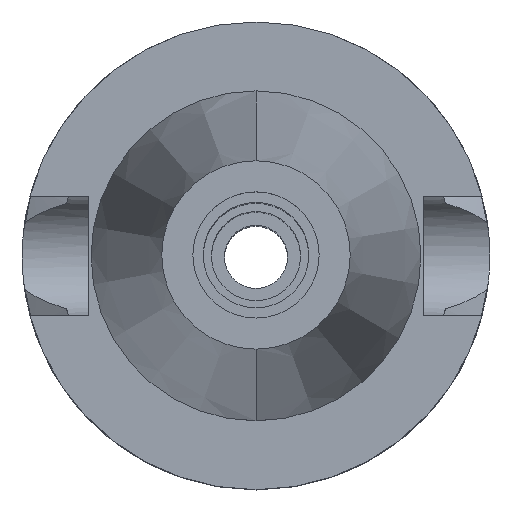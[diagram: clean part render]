
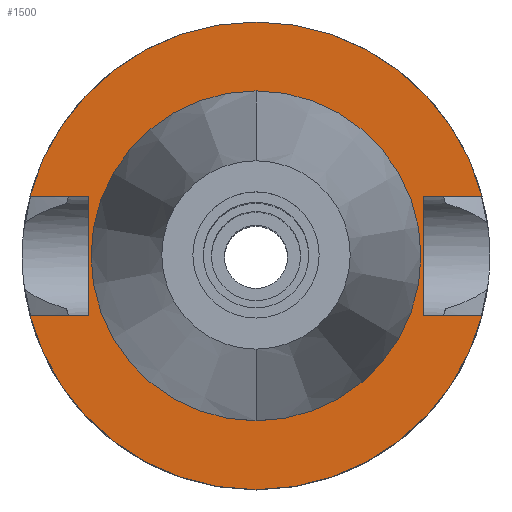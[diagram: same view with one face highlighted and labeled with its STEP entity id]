
A CAD part, top view. The second image highlights one B-rep face of the part: STEP entity #1500.
In plain terms, the highlighted planar face has unit normal (0, 0, 1).
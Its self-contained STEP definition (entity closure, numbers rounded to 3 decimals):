
#94=DIRECTION('',(0.,1.,0.));
#95=VECTOR('',#94,16.1);
#96=CARTESIAN_POINT('',(-22.5,-8.05,-1.));
#97=LINE('',#96,#95);
#101=DIRECTION('',(-1.,0.,0.));
#102=VECTOR('',#101,7.954);
#103=CARTESIAN_POINT('',(-22.5,8.05,-1.));
#104=LINE('',#103,#102);
#108=CARTESIAN_POINT('',(0.,0.,-1.));
#109=DIRECTION('',(0.,0.,-1.));
#110=DIRECTION('',(-0.967,0.256,0.));
#111=AXIS2_PLACEMENT_3D('',#108,#109,#110);
#116=CARTESIAN_POINT('',(0.,0.,-1.));
#117=DIRECTION('',(0.,0.,-1.));
#118=DIRECTION('',(0.,1.,0.));
#119=AXIS2_PLACEMENT_3D('',#116,#117,#118);
#124=DIRECTION('',(0.,-1.,0.));
#125=VECTOR('',#124,16.1);
#126=CARTESIAN_POINT('',(22.5,8.05,-1.));
#127=LINE('',#126,#125);
#131=DIRECTION('',(1.,0.,0.));
#132=VECTOR('',#131,7.954);
#133=CARTESIAN_POINT('',(22.5,-8.05,-1.));
#134=LINE('',#133,#132);
#138=CARTESIAN_POINT('',(0.,0.,-1.));
#139=DIRECTION('',(0.,0.,-1.));
#140=DIRECTION('',(0.967,-0.256,0.));
#141=AXIS2_PLACEMENT_3D('',#138,#139,#140);
#146=CARTESIAN_POINT('',(0.,0.,-1.));
#147=DIRECTION('',(0.,0.,-1.));
#148=DIRECTION('',(0.,-1.,0.));
#149=AXIS2_PLACEMENT_3D('',#146,#147,#148);
#154=CARTESIAN_POINT('',(0.,0.,-1.));
#155=DIRECTION('',(0.,0.,1.));
#156=DIRECTION('',(0.,-1.,0.));
#157=AXIS2_PLACEMENT_3D('',#154,#155,#156);
#162=CARTESIAN_POINT('',(0.,0.,-1.));
#163=DIRECTION('',(0.,0.,1.));
#164=DIRECTION('',(0.,1.,0.));
#165=AXIS2_PLACEMENT_3D('',#162,#163,#164);
#200=DIRECTION('',(-1.,0.,0.));
#201=VECTOR('',#200,7.954);
#202=CARTESIAN_POINT('',(-22.5,-8.05,-1.));
#203=LINE('',#202,#201);
#337=DIRECTION('',(1.,0.,0.));
#338=VECTOR('',#337,7.954);
#339=CARTESIAN_POINT('',(22.5,8.05,-1.));
#340=LINE('',#339,#338);
#1341=CARTESIAN_POINT('',(-22.5,-8.05,-1.));
#1342=VERTEX_POINT('',#1341);
#1343=CARTESIAN_POINT('',(-30.454,-8.05,-1.));
#1344=VERTEX_POINT('',#1343);
#1347=CARTESIAN_POINT('',(-22.5,8.05,-1.));
#1348=VERTEX_POINT('',#1347);
#1349=CARTESIAN_POINT('',(-30.454,8.05,-1.));
#1350=VERTEX_POINT('',#1349);
#1351=CARTESIAN_POINT('',(0.,31.5,-1.));
#1352=CARTESIAN_POINT('',(30.454,8.05,-1.));
#1353=VERTEX_POINT('',#1351);
#1354=VERTEX_POINT('',#1352);
#1355=CARTESIAN_POINT('',(22.5,8.05,-1.));
#1356=VERTEX_POINT('',#1355);
#1357=CARTESIAN_POINT('',(22.5,-8.05,-1.));
#1358=VERTEX_POINT('',#1357);
#1359=CARTESIAN_POINT('',(30.454,-8.05,-1.));
#1360=VERTEX_POINT('',#1359);
#1361=CARTESIAN_POINT('',(0.,-31.5,-1.));
#1362=VERTEX_POINT('',#1361);
#1363=CARTESIAN_POINT('',(0.,-22.225,-1.));
#1364=CARTESIAN_POINT('',(0.,22.225,-1.));
#1365=VERTEX_POINT('',#1363);
#1366=VERTEX_POINT('',#1364);
#1469=CARTESIAN_POINT('',(0.,0.,-1.));
#1470=DIRECTION('',(0.,0.,-1.));
#1471=DIRECTION('',(0.,-1.,0.));
#1472=AXIS2_PLACEMENT_3D('',#1469,#1470,#1471);
#1473=PLANE('',#1472);
#1475=ORIENTED_EDGE('',*,*,#1474,.T.);
#1477=ORIENTED_EDGE('',*,*,#1476,.T.);
#1479=ORIENTED_EDGE('',*,*,#1478,.T.);
#1481=ORIENTED_EDGE('',*,*,#1480,.T.);
#1483=ORIENTED_EDGE('',*,*,#1482,.F.);
#1485=ORIENTED_EDGE('',*,*,#1484,.T.);
#1487=ORIENTED_EDGE('',*,*,#1486,.T.);
#1489=ORIENTED_EDGE('',*,*,#1488,.T.);
#1491=ORIENTED_EDGE('',*,*,#1490,.T.);
#1493=ORIENTED_EDGE('',*,*,#1492,.F.);
#1494=EDGE_LOOP('',(#1475,#1477,#1479,#1481,#1483,#1485,#1487,#1489,#1491,
#1493));
#1495=FACE_OUTER_BOUND('',#1494,.F.);
#1496=ORIENTED_EDGE('',*,*,#1448,.T.);
#1497=ORIENTED_EDGE('',*,*,#1464,.T.);
#1498=EDGE_LOOP('',(#1496,#1497));
#1499=FACE_BOUND('',#1498,.F.);
#112=CIRCLE('',#111,31.5);
#120=CIRCLE('',#119,31.5);
#142=CIRCLE('',#141,31.5);
#150=CIRCLE('',#149,31.5);
#158=CIRCLE('',#157,22.225);
#166=CIRCLE('',#165,22.225);
#1448=EDGE_CURVE('',#1365,#1366,#158,.T.);
#1464=EDGE_CURVE('',#1366,#1365,#166,.T.);
#1474=EDGE_CURVE('',#1342,#1348,#97,.T.);
#1476=EDGE_CURVE('',#1348,#1350,#104,.T.);
#1478=EDGE_CURVE('',#1350,#1353,#112,.T.);
#1480=EDGE_CURVE('',#1353,#1354,#120,.T.);
#1482=EDGE_CURVE('',#1356,#1354,#340,.T.);
#1484=EDGE_CURVE('',#1356,#1358,#127,.T.);
#1486=EDGE_CURVE('',#1358,#1360,#134,.T.);
#1488=EDGE_CURVE('',#1360,#1362,#142,.T.);
#1490=EDGE_CURVE('',#1362,#1344,#150,.T.);
#1492=EDGE_CURVE('',#1342,#1344,#203,.T.);
#1500=ADVANCED_FACE('',(#1495,#1499),#1473,.F.);
